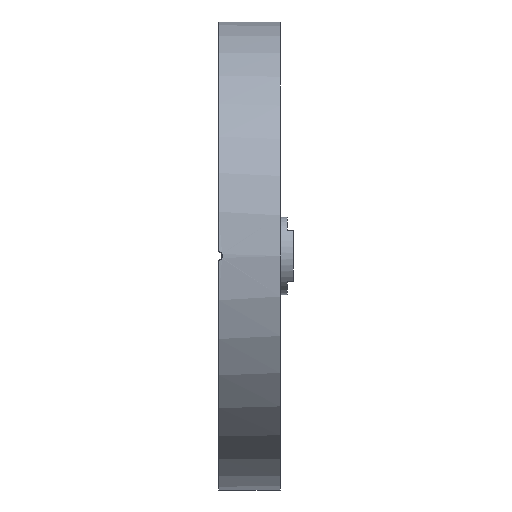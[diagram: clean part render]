
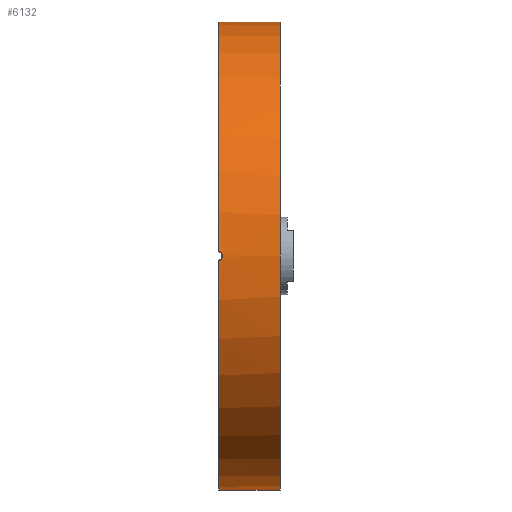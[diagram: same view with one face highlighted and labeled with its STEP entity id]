
A CAD part, left-side view. The second image highlights one B-rep face of the part: STEP entity #6132.
In plain terms, the highlighted cylindrical face has radius 57.15 mm (diameter 114.3 mm), a partial arc.
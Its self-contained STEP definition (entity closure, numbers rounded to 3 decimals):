
#84 = DIRECTION ( 'NONE',  ( 0., 0., 1. ) ) ;
#186 = EDGE_LOOP ( 'NONE', ( #3508, #762, #2873, #2611, #2698, #6791 ) ) ;
#338 = AXIS2_PLACEMENT_3D ( 'NONE', #7419, #3722, #84 ) ;
#376 = DIRECTION ( 'NONE',  ( 0., 1., 0. ) ) ;
#535 = CARTESIAN_POINT ( 'NONE',  ( -57.147, -0.799, 0.615 ) ) ;
#762 = ORIENTED_EDGE ( 'NONE', *, *, #1750, .T. ) ;
#872 = CYLINDRICAL_SURFACE ( 'NONE', #1118, 57.15 ) ;
#959 = CARTESIAN_POINT ( 'NONE',  ( -57.141, 0., 1. ) ) ;
#1112 = EDGE_CURVE ( 'NONE', #3255, #4186, #2919, .T. ) ;
#1118 = AXIS2_PLACEMENT_3D ( 'NONE', #5858, #5234, #2189 ) ;
#1150 = CARTESIAN_POINT ( 'NONE',  ( -57.15, -0.974, 0.263 ) ) ;
#1171 = EDGE_CURVE ( 'NONE', #6318, #3255, #7418, .T. ) ;
#1296 = EDGE_CURVE ( 'NONE', #7434, #4186, #5154, .T. ) ;
#1750 = EDGE_CURVE ( 'NONE', #6318, #6764, #3848, .T. ) ;
#1765 = CARTESIAN_POINT ( 'NONE',  ( -57.15, -1., -0.13 ) ) ;
#2120 = DIRECTION ( 'NONE',  ( 0., 1., 0. ) ) ;
#2134 = AXIS2_PLACEMENT_3D ( 'NONE', #5788, #2120, #6414 ) ;
#2189 = DIRECTION ( 'NONE',  ( 0., 0., 1. ) ) ;
#2214 = VERTEX_POINT ( 'NONE', #5054 ) ;
#2364 = CARTESIAN_POINT ( 'NONE',  ( -57.148, -0.874, -0.503 ) ) ;
#2494 = VECTOR ( 'NONE', #376, 1000. ) ;
#2611 = ORIENTED_EDGE ( 'NONE', *, *, #5286, .F. ) ;
#2698 = ORIENTED_EDGE ( 'NONE', *, *, #1296, .T. ) ;
#2711 = CIRCLE ( 'NONE', #338, 57.15 ) ;
#2730 = DIRECTION ( 'NONE',  ( 0., 1., 0. ) ) ;
#2833 = CARTESIAN_POINT ( 'NONE',  ( 0., -15., 57.15 ) ) ;
#2873 = ORIENTED_EDGE ( 'NONE', *, *, #6160, .T. ) ;
#2919 = CIRCLE ( 'NONE', #2134, 57.15 ) ;
#2996 = CARTESIAN_POINT ( 'NONE',  ( -57.143, -0.521, -0.893 ) ) ;
#3255 = VERTEX_POINT ( 'NONE', #5449 ) ;
#3259 = CARTESIAN_POINT ( 'NONE',  ( 0., -15., 57.15 ) ) ;
#3490 = DIRECTION ( 'NONE',  ( 0., 1., 0. ) ) ;
#3508 = ORIENTED_EDGE ( 'NONE', *, *, #1171, .F. ) ;
#3589 = CARTESIAN_POINT ( 'NONE',  ( -57.141, 0., -1. ) ) ;
#3722 = DIRECTION ( 'NONE',  ( 0., 1., 0. ) ) ;
#3848 = CIRCLE ( 'NONE', #5323, 57.15 ) ;
#4142 = VECTOR ( 'NONE', #2730, 1000. ) ;
#4181 = CARTESIAN_POINT ( 'NONE',  ( -57.144, -0.615, 0.799 ) ) ;
#4186 = VERTEX_POINT ( 'NONE', #6674 ) ;
#4807 = CARTESIAN_POINT ( 'NONE',  ( -57.148, -0.874, 0.503 ) ) ;
#5054 = CARTESIAN_POINT ( 'NONE',  ( 0., 0., 57.15 ) ) ;
#5154 = B_SPLINE_CURVE_WITH_KNOTS ( 'NONE', 3,
 ( #5396, #6644, #7260, #5276, #4181, #535, #4807, #1150, #5420, #1765, #6041, #2364, #6668, #2996, #7276, #3589 ),
 .UNSPECIFIED., .F., .F.,
 ( 4, 2, 2, 2, 2, 2, 2, 4 ),
 ( 0., 0., 0.001, 0.001, 0.002, 0.002, 0.002, 0.003 ),
 .UNSPECIFIED. ) ;
#5234 = DIRECTION ( 'NONE',  ( 0., 1., 0. ) ) ;
#5276 = CARTESIAN_POINT ( 'NONE',  ( -57.143, -0.504, 0.874 ) ) ;
#5286 = EDGE_CURVE ( 'NONE', #7434, #2214, #2711, .T. ) ;
#5323 = AXIS2_PLACEMENT_3D ( 'NONE', #7178, #3490, #7806 ) ;
#5396 = CARTESIAN_POINT ( 'NONE',  ( -57.141, 0., 1. ) ) ;
#5420 = CARTESIAN_POINT ( 'NONE',  ( -57.15, -1., 0.131 ) ) ;
#5449 = CARTESIAN_POINT ( 'NONE',  ( 0., 0., -57.15 ) ) ;
#5554 = LINE ( 'NONE', #2833, #2494 ) ;
#5764 = FACE_OUTER_BOUND ( 'NONE', #186, .T. ) ;
#5788 = CARTESIAN_POINT ( 'NONE',  ( 0., 0., 0. ) ) ;
#5858 = CARTESIAN_POINT ( 'NONE',  ( 0., -15., 0. ) ) ;
#5927 = CARTESIAN_POINT ( 'NONE',  ( 0., -15., -57.15 ) ) ;
#6041 = CARTESIAN_POINT ( 'NONE',  ( -57.15, -0.974, -0.261 ) ) ;
#6132 = ADVANCED_FACE ( 'NONE', ( #5764 ), #872, .T. ) ;
#6160 = EDGE_CURVE ( 'NONE', #6764, #2214, #5554, .T. ) ;
#6318 = VERTEX_POINT ( 'NONE', #6467 ) ;
#6414 = DIRECTION ( 'NONE',  ( 0., 0., 1. ) ) ;
#6467 = CARTESIAN_POINT ( 'NONE',  ( 0., -15., -57.15 ) ) ;
#6644 = CARTESIAN_POINT ( 'NONE',  ( -57.141, -0.132, 1. ) ) ;
#6668 = CARTESIAN_POINT ( 'NONE',  ( -57.147, -0.801, -0.613 ) ) ;
#6674 = CARTESIAN_POINT ( 'NONE',  ( -57.141, 0., -1. ) ) ;
#6764 = VERTEX_POINT ( 'NONE', #3259 ) ;
#6791 = ORIENTED_EDGE ( 'NONE', *, *, #1112, .F. ) ;
#7178 = CARTESIAN_POINT ( 'NONE',  ( 0., -15., 0. ) ) ;
#7260 = CARTESIAN_POINT ( 'NONE',  ( -57.142, -0.262, 0.974 ) ) ;
#7276 = CARTESIAN_POINT ( 'NONE',  ( -57.141, -0.264, -1. ) ) ;
#7418 = LINE ( 'NONE', #5927, #4142 ) ;
#7419 = CARTESIAN_POINT ( 'NONE',  ( 0., 0., 0. ) ) ;
#7434 = VERTEX_POINT ( 'NONE', #959 ) ;
#7806 = DIRECTION ( 'NONE',  ( 0., 0., 1. ) ) ;
